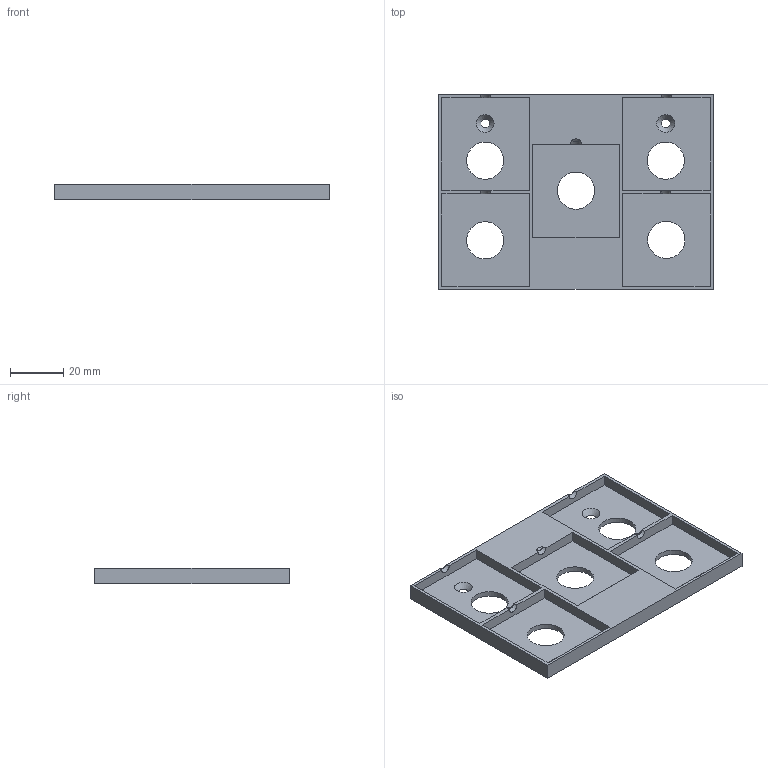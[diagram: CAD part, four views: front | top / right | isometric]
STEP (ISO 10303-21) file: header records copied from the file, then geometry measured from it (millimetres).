
FILE_DESCRIPTION(/* description */ (''),/* implementation_level */ '2;1');
FILE_NAME(/* name */ 'DS Wall Mount 5.step',/* time_stamp */ '2019-10-15T21:46:29-06:00',/* author */ (''),/* organization */ (''),/* preprocessor_version */ 'ST-DEVELOPER v18',/* originating_system */ 'Autodesk Translation Framework v8.6.0.1094',/* authorisation */ '');
FILE_SCHEMA (('AUTOMOTIVE_DESIGN { 1 0 10303 214 3 1 1 }'));
Length unit declared in the file: millimetre
Products named in the file (1): 5SetCase
Bounding box: 103.4 x 73.4 x 6 mm (x, y, z)
Volume: 20952.2 mm3; surface area: 18883.5 mm2
Topology: 1 solids, 1 shells, 53 faces, 162 edges, 102 vertices
Faces by surface type: plane 33, cylinder 10, bspline 8, cone 2
Full cylindrical faces by diameter (mm): 14 x5
Entity records: 2186 total; most frequent: CARTESIAN_POINT 803, ORIENTED_EDGE 304, DIRECTION 231, EDGE_CURVE 152, VERTEX_POINT 102, LINE 95, VECTOR 95, EDGE_LOOP 68
